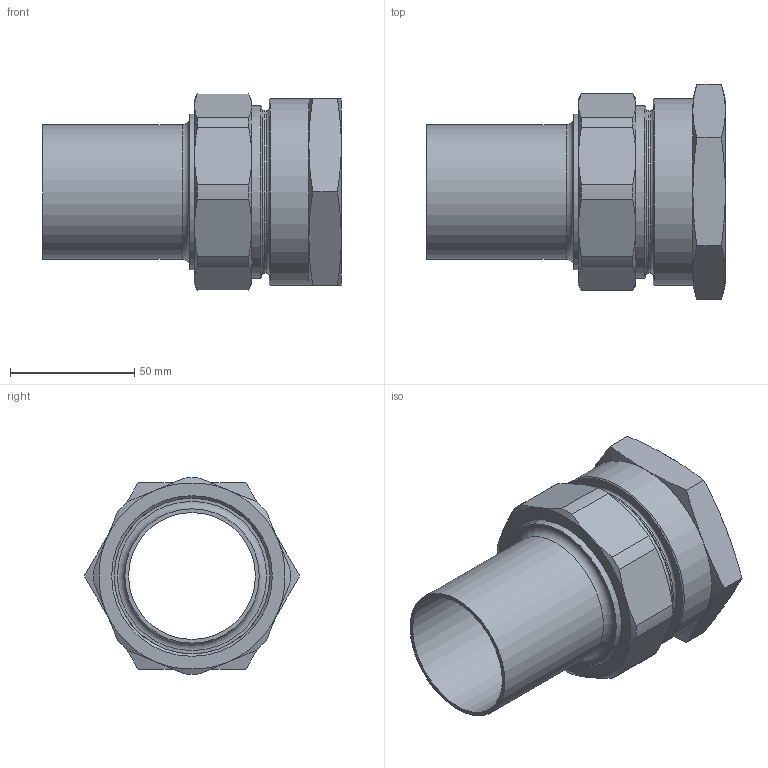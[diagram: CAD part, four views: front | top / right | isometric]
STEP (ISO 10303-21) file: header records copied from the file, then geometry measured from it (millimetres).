
FILE_DESCRIPTION(/* description */ (''),/* implementation_level */ '2;1');
FILE_NAME(/* name */ '35389.stp',/* time_stamp */ '2014-04-01T20:52:41+02:00',/* author */ ('bruh'),/* organization */ (''),/* preprocessor_version */ 'ST-DEVELOPER v15.2',/* originating_system */ 'Autodesk Inventor 2014',/* authorisation */ '');
FILE_SCHEMA (('AUTOMOTIVE_DESIGN { 1 0 10303 214 3 1 1 }'));
Length unit declared in the file: millimetre
Products named in the file (4): 101140; 101082; 400963; 35389
Bounding box: 120 x 86.6 x 78.98 mm (x, y, z)
Volume: 136674.7 mm3; surface area: 63390.5 mm2
Topology: 3 solids, 3 shells, 87 faces, 190 edges, 113 vertices
Faces by surface type: cone 37, plane 24, cylinder 20, torus 6
Full cylindrical faces by diameter (mm): 51 x1, 54 x1, 56 x1, 56.656 x1, 61 x1, 62.5 x1, 62.6 x1, 65.4 x1, 65.7 x1, 66.44 x1, 69.398 x1, 75 x1
Entity records: 2248 total; most frequent: CARTESIAN_POINT 470, DIRECTION 368, ORIENTED_EDGE 314, AXIS2_PLACEMENT_3D 173, EDGE_CURVE 157, EDGE_LOOP 124, VERTEX_POINT 107, ADVANCED_FACE 87
